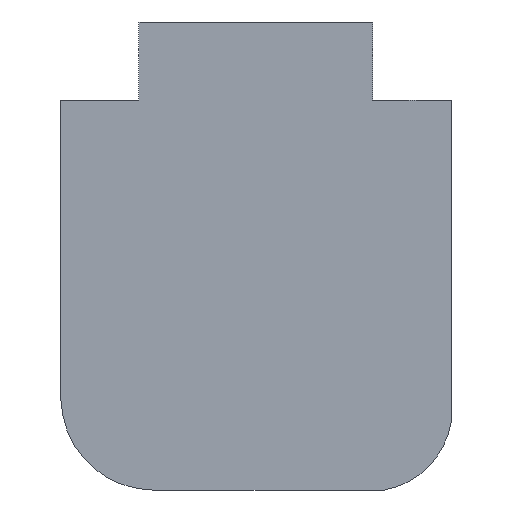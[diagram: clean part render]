
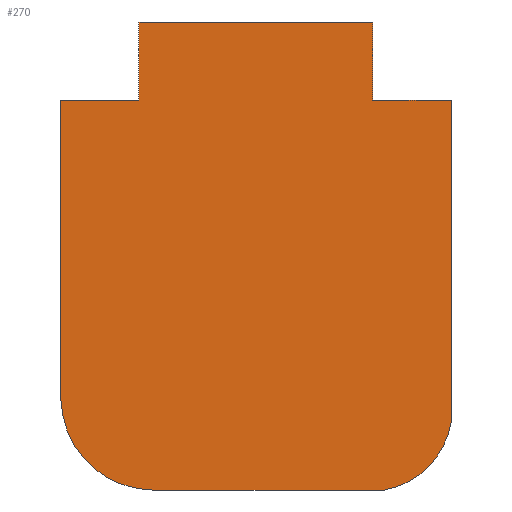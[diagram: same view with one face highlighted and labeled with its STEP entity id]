
A CAD part, front view. The second image highlights one B-rep face of the part: STEP entity #270.
In plain terms, the highlighted planar face has unit normal (0, -1, 0).
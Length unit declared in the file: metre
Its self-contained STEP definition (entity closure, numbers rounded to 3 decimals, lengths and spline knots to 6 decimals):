
#21=CIRCLE('',#290,0.010471);
#27=CIRCLE('',#304,0.011869);
#76=ORIENTED_EDGE('',*,*,#102,.T.);
#77=ORIENTED_EDGE('',*,*,#106,.T.);
#78=ORIENTED_EDGE('',*,*,#111,.F.);
#79=ORIENTED_EDGE('',*,*,#114,.T.);
#80=ORIENTED_EDGE('',*,*,#117,.T.);
#81=ORIENTED_EDGE('',*,*,#120,.F.);
#82=ORIENTED_EDGE('',*,*,#123,.F.);
#83=ORIENTED_EDGE('',*,*,#126,.F.);
#84=ORIENTED_EDGE('',*,*,#131,.T.);
#85=ORIENTED_EDGE('',*,*,#133,.T.);
#102=EDGE_CURVE('',#137,#136,#160,.T.);
#106=EDGE_CURVE('',#136,#139,#21,.T.);
#111=EDGE_CURVE('',#143,#139,#165,.T.);
#114=EDGE_CURVE('',#143,#145,#168,.T.);
#117=EDGE_CURVE('',#145,#147,#171,.T.);
#120=EDGE_CURVE('',#149,#147,#174,.T.);
#123=EDGE_CURVE('',#151,#149,#177,.T.);
#126=EDGE_CURVE('',#153,#151,#180,.T.);
#131=EDGE_CURVE('',#153,#157,#183,.T.);
#133=EDGE_CURVE('',#157,#137,#27,.T.);
#136=VERTEX_POINT('',#387);
#137=VERTEX_POINT('',#389);
#139=VERTEX_POINT('',#395);
#143=VERTEX_POINT('',#405);
#145=VERTEX_POINT('',#411);
#147=VERTEX_POINT('',#417);
#149=VERTEX_POINT('',#423);
#151=VERTEX_POINT('',#429);
#153=VERTEX_POINT('',#435);
#157=VERTEX_POINT('',#445);
#160=LINE('',#388,#186);
#165=LINE('',#406,#191);
#168=LINE('',#412,#194);
#171=LINE('',#418,#197);
#174=LINE('',#424,#200);
#177=LINE('',#430,#203);
#180=LINE('',#436,#206);
#183=LINE('',#446,#209);
#186=VECTOR('',#315,1.);
#191=VECTOR('',#332,1.);
#194=VECTOR('',#337,1.);
#197=VECTOR('',#342,1.);
#200=VECTOR('',#347,1.);
#203=VECTOR('',#352,1.);
#206=VECTOR('',#357,1.);
#209=VECTOR('',#366,1.);
#224=EDGE_LOOP('',(#76,#77,#78,#79,#80,#81,#82,#83,#84,#85));
#244=FACE_BOUND('',#224,.T.);
#258=PLANE('',#305);
#270=ADVANCED_FACE('',(#244),#258,.T.);
#290=AXIS2_PLACEMENT_3D('',#396,#322,#323);
#304=AXIS2_PLACEMENT_3D('',#449,#371,#372);
#305=AXIS2_PLACEMENT_3D('',#450,#373,#374);
#315=DIRECTION('',(1.,0.,0.));
#322=DIRECTION('',(0.,-1.,0.));
#323=DIRECTION('',(0.,0.,-1.));
#332=DIRECTION('',(0.,0.,-1.));
#337=DIRECTION('',(-1.,0.,0.));
#342=DIRECTION('',(0.,0.,1.));
#347=DIRECTION('',(1.,0.,0.));
#352=DIRECTION('',(0.,0.,1.));
#357=DIRECTION('',(1.,0.,0.));
#366=DIRECTION('',(0.,0.,-1.));
#371=DIRECTION('',(0.,-1.,0.));
#372=DIRECTION('',(0.,0.,-1.));
#373=DIRECTION('',(0.,-1.,0.));
#374=DIRECTION('',(1.,0.,0.));
#387=CARTESIAN_POINT('',(0.016462,-0.4,-0.025149));
#388=CARTESIAN_POINT('',(-0.000148,-0.4,-0.025149));
#389=CARTESIAN_POINT('',(-0.013199,-0.4,-0.025149));
#395=CARTESIAN_POINT('',(0.025026,-0.4,-0.016456));
#396=CARTESIAN_POINT('',(0.014682,-0.4,-0.014831));
#405=CARTESIAN_POINT('',(0.025026,-0.4,0.024851));
#406=CARTESIAN_POINT('',(0.025026,-0.4,0.004197));
#411=CARTESIAN_POINT('',(0.015026,-0.4,0.024851));
#412=CARTESIAN_POINT('',(0.020026,-0.4,0.024851));
#417=CARTESIAN_POINT('',(0.015026,-0.4,0.034851));
#418=CARTESIAN_POINT('',(0.015026,-0.4,0.029851));
#423=CARTESIAN_POINT('',(-0.014974,-0.4,0.034851));
#424=CARTESIAN_POINT('',(0.000026,-0.4,0.034851));
#429=CARTESIAN_POINT('',(-0.014974,-0.4,0.024851));
#430=CARTESIAN_POINT('',(-0.014974,-0.4,0.029851));
#435=CARTESIAN_POINT('',(-0.024974,-0.4,0.024851));
#436=CARTESIAN_POINT('',(-0.019974,-0.4,0.024851));
#445=CARTESIAN_POINT('',(-0.024974,-0.4,-0.013644));
#446=CARTESIAN_POINT('',(-0.024974,-0.4,0.005603));
#449=CARTESIAN_POINT('',(-0.01311,-0.4,-0.01328));
#450=CARTESIAN_POINT('',(0.000026,-0.4,0.004775));
